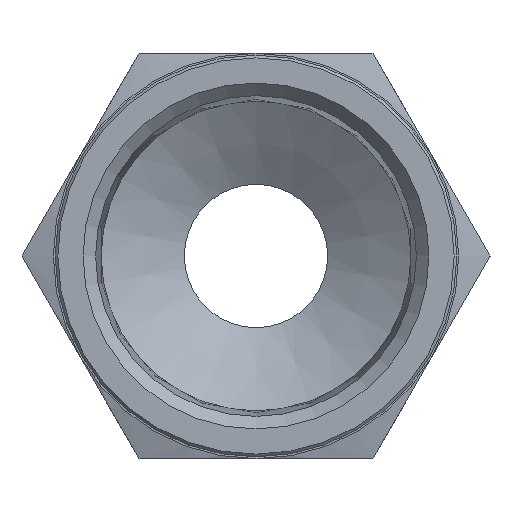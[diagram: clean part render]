
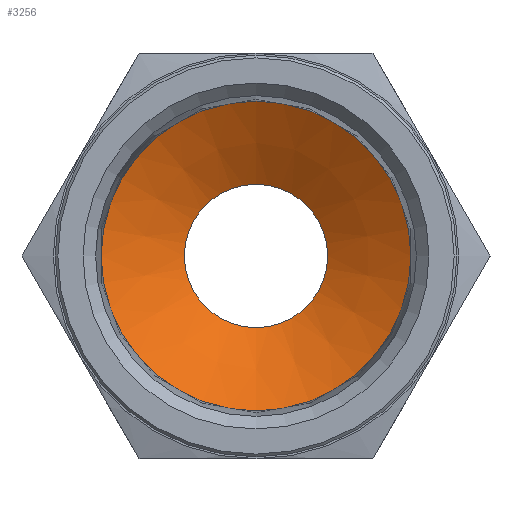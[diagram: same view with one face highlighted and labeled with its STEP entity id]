
A CAD part, left-side view. The second image highlights one B-rep face of the part: STEP entity #3256.
In plain terms, the highlighted conical face has half-angle 59 degrees and reference radius 20.659 mm.
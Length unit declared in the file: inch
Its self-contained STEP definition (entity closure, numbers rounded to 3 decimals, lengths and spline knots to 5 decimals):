
#3225=CARTESIAN_POINT('',(1.5903,0.,-0.398));
#3226=VERTEX_POINT('',#3225);
#3227=CARTESIAN_POINT('',(1.5903,0.,0.0));
#3228=DIRECTION('',(1.0,0.0,0.0));
#3229=DIRECTION('',(0.0,0.0,1.0));
#3230=AXIS2_PLACEMENT_3D('',#3227,#3228,#3229);
#3231=CIRCLE('',#3230,0.398);
#3232=EDGE_CURVE('',#3226,#3226,#3231,.T.);
#3237=CARTESIAN_POINT('',(1.34073,0.,0.));
#3238=DIRECTION('',(-1.0,0.,0.));
#3239=DIRECTION('',(0.,-0.581,-0.814));
#3240=AXIS2_PLACEMENT_3D('',#3237,#3238,#3239);
#3241=CONICAL_SURFACE('',#3240,0.81335,59.);
#3242=ORIENTED_EDGE('',*,*,#3232,.T.);
#3243=EDGE_LOOP('',(#3242));
#3244=FACE_OUTER_BOUND('',#3243,.T.);
#3245=CARTESIAN_POINT('',(1.313,0.,0.8595));
#3246=VERTEX_POINT('',#3245);
#3247=CARTESIAN_POINT('',(1.313,0.,0.0));
#3248=DIRECTION('',(-1.0,0.0,0.0));
#3249=DIRECTION('',(0.0,0.0,1.0));
#3250=AXIS2_PLACEMENT_3D('',#3247,#3248,#3249);
#3251=CIRCLE('',#3250,0.8595);
#3252=EDGE_CURVE('',#3246,#3246,#3251,.T.);
#3253=ORIENTED_EDGE('',*,*,#3252,.T.);
#3254=EDGE_LOOP('',(#3253));
#3255=FACE_BOUND('',#3254,.T.);
#3256=ADVANCED_FACE('',(#3244,#3255),#3241,.F.);
